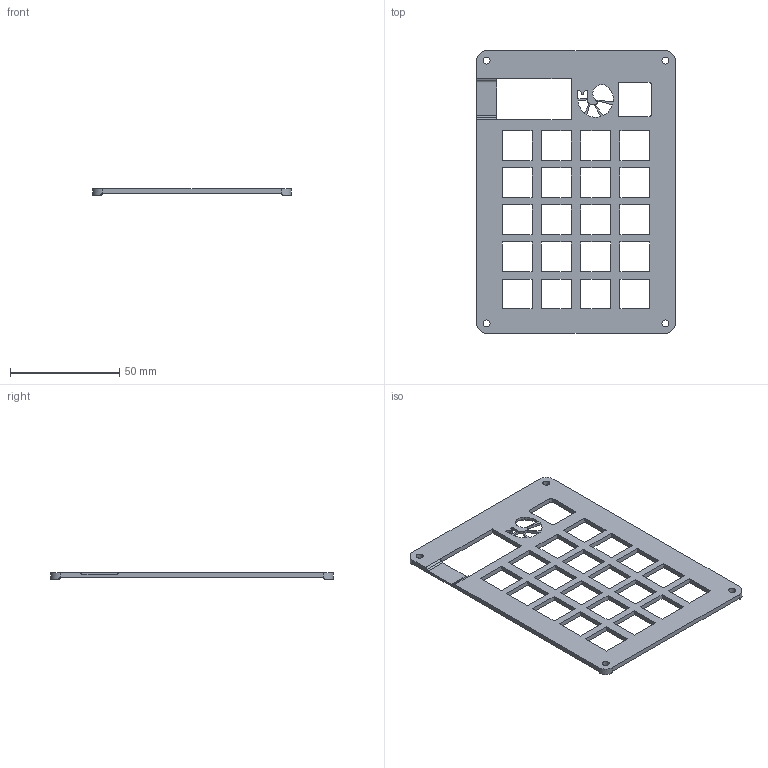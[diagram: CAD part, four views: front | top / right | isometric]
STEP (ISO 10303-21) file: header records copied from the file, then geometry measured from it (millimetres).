
FILE_DESCRIPTION(/* description */ (''),/* implementation_level */ '2;1');
FILE_NAME(/* name */ 'Keyboard Case_Shrimple 20 Switch Frame.step',/* time_stamp */ '2026-01-05T22:38:54-05:00',/* author */ (''),/* organization */ (''),/* preprocessor_version */ 'ST-DEVELOPER v20.1',/* originating_system */ 'Autodesk Translation Framework v14.21.0.0',/* authorisation */ '');
FILE_SCHEMA (('AUTOMOTIVE_DESIGN { 1 0 10303 214 3 1 1 }'));
Length unit declared in the file: millimetre
Products named in the file (1): Keyboard Case_Shrimple 20 Switch Frame
Bounding box: 91 x 129.5 x 3.2 mm (x, y, z)
Volume: 15070.2 mm3; surface area: 17923 mm2
Topology: 1 solids, 1 shells, 171 faces, 493 edges, 320 vertices
Faces by surface type: plane 110, cylinder 33, sphere 16, torus 8, bspline 4
Full cylindrical faces by diameter (mm): 3.2 x4, 18.2 x1
Entity records: 5941 total; most frequent: CARTESIAN_POINT 1246, ORIENTED_EDGE 986, DIRECTION 928, EDGE_CURVE 493, LINE 348, VECTOR 348, VERTEX_POINT 320, AXIS2_PLACEMENT_3D 290
